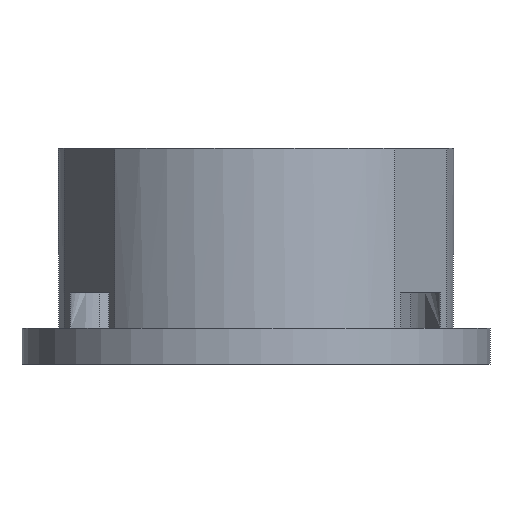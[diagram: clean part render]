
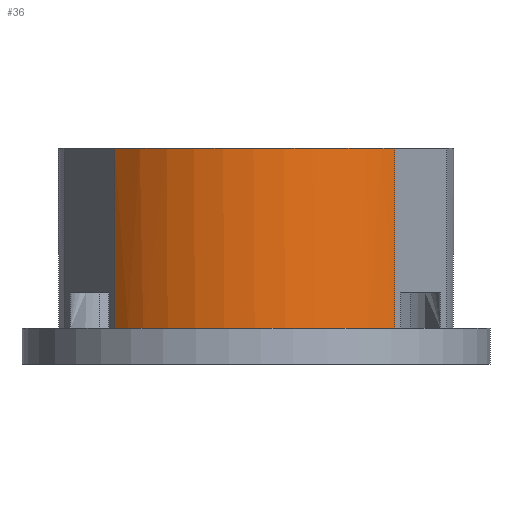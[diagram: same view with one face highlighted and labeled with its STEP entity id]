
A CAD part, front view. The second image highlights one B-rep face of the part: STEP entity #36.
In plain terms, the highlighted free-form (B-spline) face has degree [2, 1] with [3, 2] control points.
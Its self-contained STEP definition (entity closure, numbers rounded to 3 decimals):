
#36=ADVANCED_FACE('',(#68),#588,.T.);
#68=FACE_OUTER_BOUND('',#100,.T.);
#100=EDGE_LOOP('',(#144,#145,#146,#147));
#144=ORIENTED_EDGE('',*,*,#332,.F.);
#145=ORIENTED_EDGE('',*,*,#333,.T.);
#146=ORIENTED_EDGE('',*,*,#334,.F.);
#147=ORIENTED_EDGE('',*,*,#335,.F.);
#332=EDGE_CURVE('',#521,#520,#426,.T.);
#333=EDGE_CURVE('',#521,#522,#427,.T.);
#334=EDGE_CURVE('',#523,#522,#428,.T.);
#335=EDGE_CURVE('',#520,#523,#429,.T.);
#426=(
BOUNDED_CURVE()
B_SPLINE_CURVE(2,(#948,#949,#950),.UNSPECIFIED.,.F.,.F.)
B_SPLINE_CURVE_WITH_KNOTS((3,3),(-51.705,-34.426),
 .UNSPECIFIED.)
CURVE()
GEOMETRIC_REPRESENTATION_ITEM()
RATIONAL_B_SPLINE_CURVE((1.,0.707,1.))
REPRESENTATION_ITEM('')
);
#427=(
BOUNDED_CURVE()
B_SPLINE_CURVE(1,(#951,#952),.UNSPECIFIED.,.F.,.F.)
B_SPLINE_CURVE_WITH_KNOTS((2,2),(0.,10.),.UNSPECIFIED.)
CURVE()
GEOMETRIC_REPRESENTATION_ITEM()
RATIONAL_B_SPLINE_CURVE((1.,1.))
REPRESENTATION_ITEM('')
);
#428=(
BOUNDED_CURVE()
B_SPLINE_CURVE(2,(#953,#954,#955),.UNSPECIFIED.,.F.,.F.)
B_SPLINE_CURVE_WITH_KNOTS((3,3),(34.426,51.705),
 .UNSPECIFIED.)
CURVE()
GEOMETRIC_REPRESENTATION_ITEM()
RATIONAL_B_SPLINE_CURVE((1.,0.707,1.))
REPRESENTATION_ITEM('')
);
#429=(
BOUNDED_CURVE()
B_SPLINE_CURVE(1,(#956,#957),.UNSPECIFIED.,.F.,.F.)
B_SPLINE_CURVE_WITH_KNOTS((2,2),(0.,10.),.UNSPECIFIED.)
CURVE()
GEOMETRIC_REPRESENTATION_ITEM()
RATIONAL_B_SPLINE_CURVE((1.,1.))
REPRESENTATION_ITEM('')
);
#520=VERTEX_POINT('',#886);
#521=VERTEX_POINT('',#887);
#522=VERTEX_POINT('',#888);
#523=VERTEX_POINT('',#889);
#588=(
BOUNDED_SURFACE()
B_SPLINE_SURFACE(2,1,((#652,#653),(#654,#655),(#656,#657)),
 .UNSPECIFIED.,.F.,.F.,.F.)
B_SPLINE_SURFACE_WITH_KNOTS((3,3),(2,2),(34.426,51.705),
(0.,10.),.UNSPECIFIED.)
GEOMETRIC_REPRESENTATION_ITEM()
RATIONAL_B_SPLINE_SURFACE(((1.,1.),(0.707,0.707),
(1.,1.)))
REPRESENTATION_ITEM('')
SURFACE()
);
#652=CARTESIAN_POINT('',(-1362.824,52.037,0.));
#653=CARTESIAN_POINT('',(-1362.824,52.037,10.));
#654=CARTESIAN_POINT('',(-1355.124,44.181,0.));
#655=CARTESIAN_POINT('',(-1355.124,44.181,10.));
#656=CARTESIAN_POINT('',(-1347.269,51.881,0.));
#657=CARTESIAN_POINT('',(-1347.269,51.881,10.));
#886=CARTESIAN_POINT('',(-1362.824,52.037,0.));
#887=CARTESIAN_POINT('',(-1347.269,51.881,0.));
#888=CARTESIAN_POINT('',(-1347.269,51.881,10.));
#889=CARTESIAN_POINT('',(-1362.824,52.037,10.));
#948=CARTESIAN_POINT('',(-1347.269,51.881,0.));
#949=CARTESIAN_POINT('',(-1355.124,44.181,0.));
#950=CARTESIAN_POINT('',(-1362.824,52.037,0.));
#951=CARTESIAN_POINT('',(-1347.269,51.881,0.));
#952=CARTESIAN_POINT('',(-1347.269,51.881,10.));
#953=CARTESIAN_POINT('',(-1362.824,52.037,10.));
#954=CARTESIAN_POINT('',(-1355.124,44.181,10.));
#955=CARTESIAN_POINT('',(-1347.269,51.881,10.));
#956=CARTESIAN_POINT('',(-1362.824,52.037,0.));
#957=CARTESIAN_POINT('',(-1362.824,52.037,10.));
